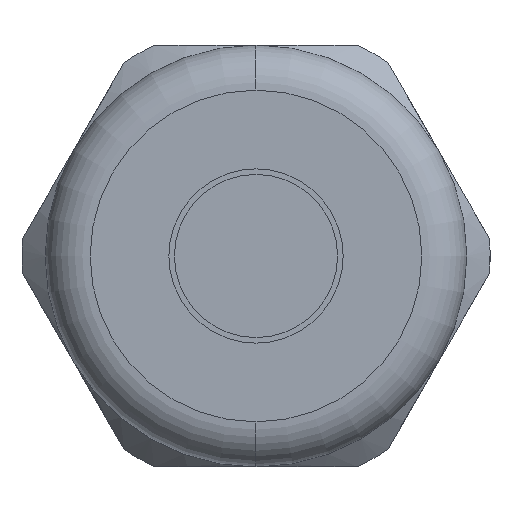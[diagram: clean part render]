
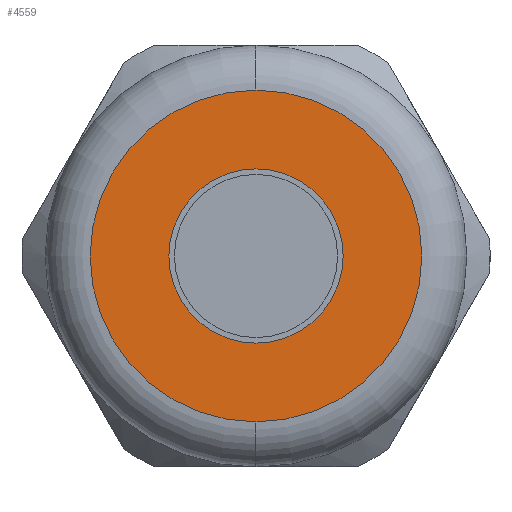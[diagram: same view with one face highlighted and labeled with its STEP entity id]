
A CAD part, left-side view. The second image highlights one B-rep face of the part: STEP entity #4559.
In plain terms, the highlighted planar face has unit normal (-1, 0, 0).
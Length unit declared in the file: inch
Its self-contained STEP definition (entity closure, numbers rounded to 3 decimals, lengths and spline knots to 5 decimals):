
#983 = EDGE_CURVE ( 'NONE', #984, #985, #2947, .T. ) ;
#984 = VERTEX_POINT ( 'NONE', #2943 ) ;
#985 = VERTEX_POINT ( 'NONE', #2942 ) ;
#1014 = VERTEX_POINT ( 'NONE', #3017 ) ;
#1016 = EDGE_CURVE ( 'NONE', #1017, #1014, #3016, .T. ) ;
#1017 = VERTEX_POINT ( 'NONE', #3011 ) ;
#2942 = CARTESIAN_POINT ( 'NONE',  ( -1.29, 0., -0.155 ) ) ;
#2943 = CARTESIAN_POINT ( 'NONE',  ( -1.29, 0., 0.155 ) ) ;
#2944 = DIRECTION ( 'NONE',  ( 0., 0., -1. ) ) ;
#2945 = DIRECTION ( 'NONE',  ( 1., 0., 0. ) ) ;
#2946 = AXIS2_PLACEMENT_3D ( 'NONE', #2953, #2945, #2944 ) ;
#2947 = CIRCLE ( 'NONE', #2946, 0.155 ) ;
#2953 = CARTESIAN_POINT ( 'NONE',  ( -1.29, 0., 0. ) ) ;
#3011 = CARTESIAN_POINT ( 'NONE',  ( -1.29, 0., 0.295 ) ) ;
#3012 = DIRECTION ( 'NONE',  ( 0., 0., 1. ) ) ;
#3013 = DIRECTION ( 'NONE',  ( -1., 0., 0. ) ) ;
#3014 = CARTESIAN_POINT ( 'NONE',  ( -1.29, 0., 0. ) ) ;
#3015 = AXIS2_PLACEMENT_3D ( 'NONE', #3014, #3013, #3012 ) ;
#3016 = CIRCLE ( 'NONE', #3015, 0.295 ) ;
#3017 = CARTESIAN_POINT ( 'NONE',  ( -1.29, 0., -0.295 ) ) ;
#3668 = DIRECTION ( 'NONE',  ( 0., 0., -1. ) ) ;
#3669 = DIRECTION ( 'NONE',  ( 1., 0., 0. ) ) ;
#3670 = CARTESIAN_POINT ( 'NONE',  ( -1.29, 0., 0. ) ) ;
#3671 = AXIS2_PLACEMENT_3D ( 'NONE', #3670, #3669, #3668 ) ;
#3672 = CIRCLE ( 'NONE', #3671, 0.155 ) ;
#3684 = DIRECTION ( 'NONE',  ( 0., 0., 1. ) ) ;
#3685 = DIRECTION ( 'NONE',  ( -1., 0., 0. ) ) ;
#3686 = CARTESIAN_POINT ( 'NONE',  ( -1.29, 0.375, 0. ) ) ;
#3687 = AXIS2_PLACEMENT_3D ( 'NONE', #3686, #3685, #3684 ) ;
#3688 = PLANE ( 'NONE',  #3687 ) ;
#3689 = FACE_BOUND ( 'NONE', #4539, .T. ) ;
#3690 = FACE_OUTER_BOUND ( 'NONE', #4715, .T. ) ;
#3991 = DIRECTION ( 'NONE',  ( 0., 0., 1. ) ) ;
#3992 = DIRECTION ( 'NONE',  ( -1., 0., 0. ) ) ;
#3993 = CARTESIAN_POINT ( 'NONE',  ( -1.29, 0., 0. ) ) ;
#3994 = AXIS2_PLACEMENT_3D ( 'NONE', #3993, #3992, #3991 ) ;
#3995 = CIRCLE ( 'NONE', #3994, 0.295 ) ;
#4533 = ORIENTED_EDGE ( 'NONE', *, *, #983, .T. ) ;
#4536 = ORIENTED_EDGE ( 'NONE', *, *, #4565, .T. ) ;
#4539 = EDGE_LOOP ( 'NONE', ( #4536, #4533 ) ) ;
#4559 = ADVANCED_FACE ( 'NONE', ( #3690, #3689 ), #3688, .T. ) ;
#4565 = EDGE_CURVE ( 'NONE', #985, #984, #3672, .T. ) ;
#4710 = ORIENTED_EDGE ( 'NONE', *, *, #1016, .T. ) ;
#4711 = EDGE_CURVE ( 'NONE', #1014, #1017, #3995, .T. ) ;
#4714 = ORIENTED_EDGE ( 'NONE', *, *, #4711, .T. ) ;
#4715 = EDGE_LOOP ( 'NONE', ( #4710, #4714 ) ) ;
